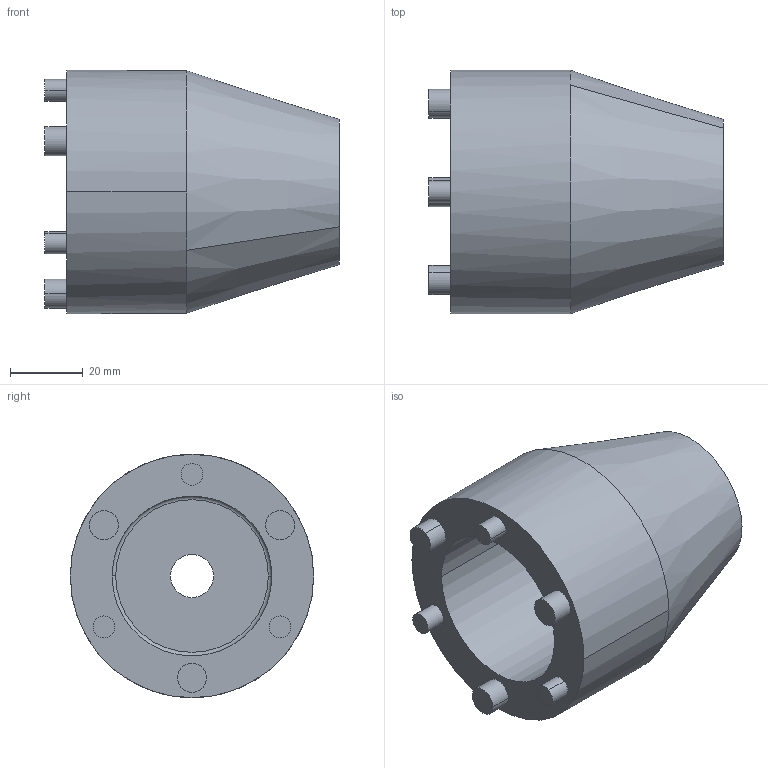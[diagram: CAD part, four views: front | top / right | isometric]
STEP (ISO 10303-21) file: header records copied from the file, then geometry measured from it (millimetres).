
FILE_DESCRIPTION(('CATIA V5 STEP Exchange'),'2;1');
FILE_NAME('new tool_modified.stp','2023-06-04T17:41:48+00:00',('none'),('none'),'CATIA Version 5 Release 19 SP 2 (IN-10)','CATIA V5 STEP AP203','none');
FILE_SCHEMA(('CONFIG_CONTROL_DESIGN'));
Length unit declared in the file: millimetre
Products named in the file (1): new tool3
Bounding box: 81 x 67 x 67 mm (x, y, z)
Volume: 153973.2 mm3; surface area: 26576.1 mm2
Topology: 1 solids, 1 shells, 40 faces, 88 edges, 58 vertices
Faces by surface type: cylinder 22, plane 14, cone 2, torus 2
Entity records: 1047 total; most frequent: ORIENTED_EDGE 176, CARTESIAN_POINT 172, DIRECTION 138, EDGE_CURVE 88, AXIS2_PLACEMENT_3D 78, VERTEX_POINT 58, CIRCLE 52, EDGE_LOOP 50
